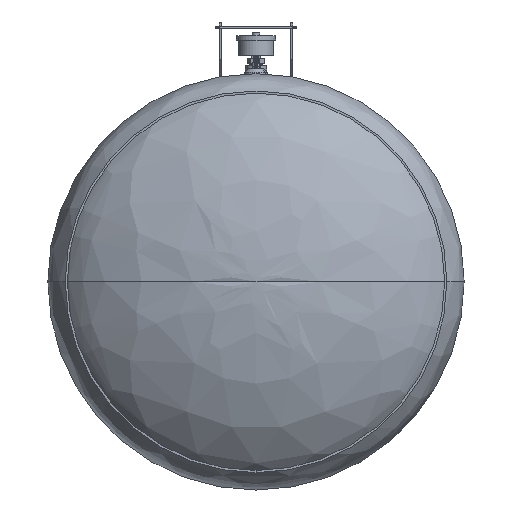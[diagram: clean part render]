
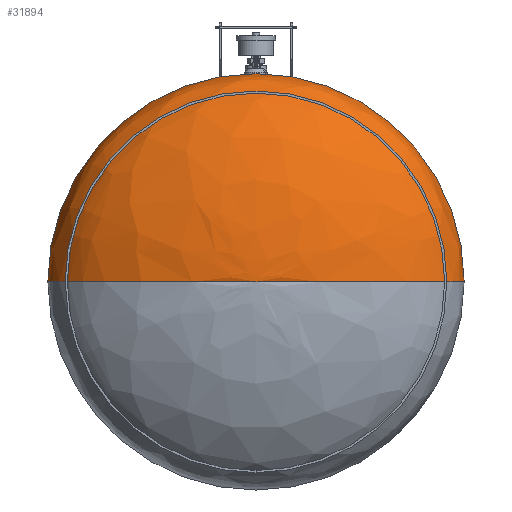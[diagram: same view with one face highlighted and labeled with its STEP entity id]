
A CAD part, front view. The second image highlights one B-rep face of the part: STEP entity #31894.
In plain terms, the highlighted free-form (B-spline) face has degree [3, 3] with [4, 4] control points.
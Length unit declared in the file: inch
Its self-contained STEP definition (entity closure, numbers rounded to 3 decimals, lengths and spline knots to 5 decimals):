
#1797 = ORIENTED_EDGE ( 'NONE', *, *, #40709, .F. ) ;
#2380 = CARTESIAN_POINT ( 'NONE',  ( -7.02944, 6.6345, 0. ) ) ;
#3268 = CARTESIAN_POINT ( 'NONE',  ( 12., 0.56, 0. ) ) ;
#6006 = CARTESIAN_POINT ( 'NONE',  ( -12., 4.11836, 24. ) ) ;
#6454 = CARTESIAN_POINT ( 'NONE',  ( -12., 0.56, 0. ) ) ;
#8429 = CARTESIAN_POINT ( 'NONE',  ( 0., 0.56, 0. ) ) ;
#9169 = CARTESIAN_POINT ( 'NONE',  ( 12., 0.56, 0. ) ) ;
#9502 =( BOUNDED_CURVE ( )  B_SPLINE_CURVE ( 3, ( #23833, #13221, #31057, #3268 ),
 .UNSPECIFIED., .F., .F. ) 
 B_SPLINE_CURVE_WITH_KNOTS ( ( 4, 4 ),
 ( 1.5708, 3.14159 ),
 .UNSPECIFIED. ) 
 CURVE ( )  GEOMETRIC_REPRESENTATION_ITEM ( )  RATIONAL_B_SPLINE_CURVE ( ( 1., 0.805, 0.805, 1. ) ) 
 REPRESENTATION_ITEM ( '' )  );
#9614 = CARTESIAN_POINT ( 'NONE',  ( 7.02944, 6.6345, 14.05887 ) ) ;
#12788 = FACE_OUTER_BOUND ( 'NONE', #14269, .T. ) ;
#12999 = VERTEX_POINT ( 'NONE', #39177 ) ;
#13221 = CARTESIAN_POINT ( 'NONE',  ( 7.02944, 6.6345, 0. ) ) ;
#13227 = CARTESIAN_POINT ( 'NONE',  ( 0., 6.6345, 0. ) ) ;
#13679 = CARTESIAN_POINT ( 'NONE',  ( -7.02944, 6.6345, 14.05887 ) ) ;
#14112 = ORIENTED_EDGE ( 'NONE', *, *, #37597, .F. ) ;
#14269 = EDGE_LOOP ( 'NONE', ( #14112, #30251, #1797 ) ) ;
#15597 =( BOUNDED_CURVE ( )  B_SPLINE_CURVE ( 3, ( #16644, #27236, #30391, #20005 ),
 .UNSPECIFIED., .F., .F. ) 
 B_SPLINE_CURVE_WITH_KNOTS ( ( 4, 4 ),
 ( 1.5708, 3.14159 ),
 .UNSPECIFIED. ) 
 CURVE ( )  GEOMETRIC_REPRESENTATION_ITEM ( )  RATIONAL_B_SPLINE_CURVE ( ( 1., 0.805, 0.805, 1. ) ) 
 REPRESENTATION_ITEM ( '' )  );
#16644 = CARTESIAN_POINT ( 'NONE',  ( 0., 6.6345, 0. ) ) ;
#16857 = CARTESIAN_POINT ( 'NONE',  ( 12., 0.56, 24. ) ) ;
#18902 = EDGE_CURVE ( 'NONE', #39324, #22481, #15597, .T. ) ;
#19779 = CARTESIAN_POINT ( 'NONE',  ( -12., 4.11836, 0. ) ) ;
#20003 = CARTESIAN_POINT ( 'NONE',  ( 7.02944, 6.6345, 0. ) ) ;
#20005 = CARTESIAN_POINT ( 'NONE',  ( -12., 0.56, 0. ) ) ;
#22481 = VERTEX_POINT ( 'NONE', #33381 ) ;
#22940 = CARTESIAN_POINT ( 'NONE',  ( -12., 0.56, 24. ) ) ;
#23833 = CARTESIAN_POINT ( 'NONE',  ( 0., 6.6345, 0. ) ) ;
#25809 = DIRECTION ( 'NONE',  ( 0., -1., 0. ) ) ;
#27236 = CARTESIAN_POINT ( 'NONE',  ( -7.02944, 6.6345, 0. ) ) ;
#28146 = DIRECTION ( 'NONE',  ( 1., 0., 0. ) ) ;
#28539 = AXIS2_PLACEMENT_3D ( 'NONE', #8429, #25809, #28146 ) ;
#30251 = ORIENTED_EDGE ( 'NONE', *, *, #18902, .T. ) ;
#30391 = CARTESIAN_POINT ( 'NONE',  ( -12., 4.11836, 0. ) ) ;
#30614 = CARTESIAN_POINT ( 'NONE',  ( 12., 4.11836, 24. ) ) ;
#30838 = CARTESIAN_POINT ( 'NONE',  ( 0., 6.6345, 0. ) ) ;
#31057 = CARTESIAN_POINT ( 'NONE',  ( 12., 4.11836, 0. ) ) ;
#31894 = ADVANCED_FACE ( 'NONE', ( #12788 ), #38368, .F. ) ;
#33381 = CARTESIAN_POINT ( 'NONE',  ( -12., 0.56, 0. ) ) ;
#33563 = CARTESIAN_POINT ( 'NONE',  ( 12., 4.11836, 0. ) ) ;
#33736 = CARTESIAN_POINT ( 'NONE',  ( 0., 6.6345, 0. ) ) ;
#36920 = CARTESIAN_POINT ( 'NONE',  ( 0., 6.6345, 0. ) ) ;
#37597 = EDGE_CURVE ( 'NONE', #39324, #12999, #9502, .T. ) ;
#38368 =( BOUNDED_SURFACE ( )  B_SPLINE_SURFACE ( 3, 3, ( 
 ( #13227, #44640, #30838, #36920 ),
 ( #20003, #9614, #13679, #2380 ),
 ( #33563, #30614, #6006, #19779 ),
 ( #9169, #16857, #22940, #6454 ) ),
 .UNSPECIFIED., .F., .F., .F. ) 
 B_SPLINE_SURFACE_WITH_KNOTS ( ( 4, 4 ),
 ( 4, 4 ),
 ( 0., 1. ),
 ( 0., 1. ),
 .UNSPECIFIED. ) 
 GEOMETRIC_REPRESENTATION_ITEM ( )  RATIONAL_B_SPLINE_SURFACE ( (
 ( 1., 0.333, 0.333, 1.),
 ( 0.805, 0.268, 0.268, 0.805),
 ( 0.805, 0.268, 0.268, 0.805),
 ( 1., 0.333, 0.333, 1.) ) ) 
 REPRESENTATION_ITEM ( '' )  SURFACE ( )  );
#39177 = CARTESIAN_POINT ( 'NONE',  ( 12., 0.56, 0. ) ) ;
#39324 = VERTEX_POINT ( 'NONE', #33736 ) ;
#40709 = EDGE_CURVE ( 'NONE', #12999, #22481, #42975, .T. ) ;
#42975 = CIRCLE ( 'NONE', #28539, 12. ) ;
#44640 = CARTESIAN_POINT ( 'NONE',  ( 0., 6.6345, 0. ) ) ;
